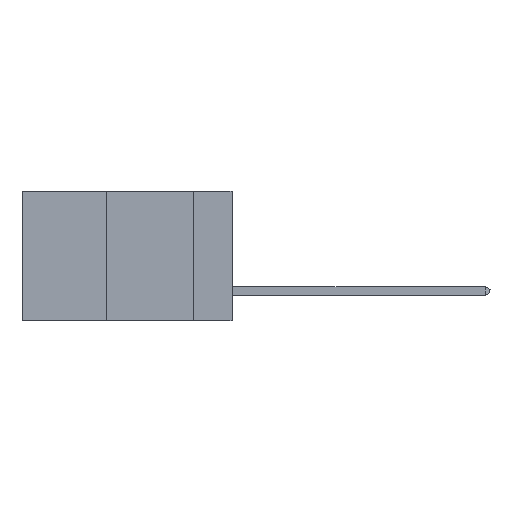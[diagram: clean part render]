
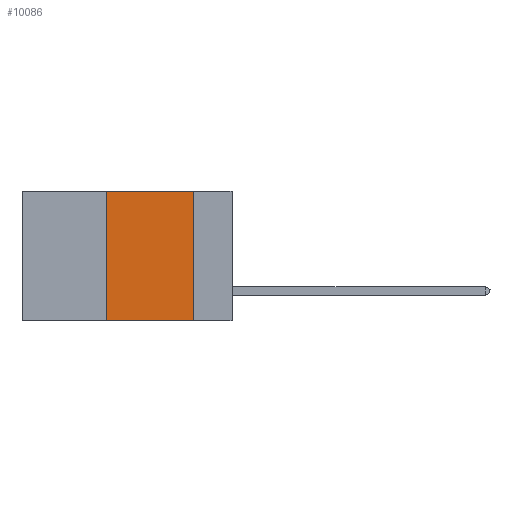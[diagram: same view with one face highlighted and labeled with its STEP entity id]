
A CAD part, left-side view. The second image highlights one B-rep face of the part: STEP entity #10086.
In plain terms, the highlighted planar face has unit normal (-1, 0, 0).
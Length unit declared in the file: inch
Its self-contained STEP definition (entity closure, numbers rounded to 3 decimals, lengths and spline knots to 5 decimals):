
#50 = ORIENTED_EDGE ( 'NONE', *, *, #25628, .F. ) ;
#1180 = LINE ( 'NONE', #20154, #21688 ) ;
#2039 = VERTEX_POINT ( 'NONE', #16182 ) ;
#6076 = CARTESIAN_POINT ( 'NONE',  ( 0., 0.11, 0. ) ) ;
#6458 = CARTESIAN_POINT ( 'NONE',  ( 0., 0.11, 0. ) ) ;
#6680 = PLANE ( 'NONE',  #15741 ) ;
#6872 = CARTESIAN_POINT ( 'NONE',  ( 0., 0.36, -0.37 ) ) ;
#6963 = DIRECTION ( 'NONE',  ( 1., 0., 0. ) ) ;
#7290 = VECTOR ( 'NONE', #13448, 39.37008 ) ;
#8508 = DIRECTION ( 'NONE',  ( 0., 0., 1. ) ) ;
#8522 = VERTEX_POINT ( 'NONE', #6076 ) ;
#9065 = EDGE_CURVE ( 'NONE', #8522, #2039, #11615, .T. ) ;
#9233 = ORIENTED_EDGE ( 'NONE', *, *, #9065, .F. ) ;
#9453 = VECTOR ( 'NONE', #23180, 39.37008 ) ;
#10086 = ADVANCED_FACE ( 'NONE', ( #24640 ), #6680, .F. ) ;
#10178 = VERTEX_POINT ( 'NONE', #6872 ) ;
#10911 = CARTESIAN_POINT ( 'NONE',  ( 0., 0.36, 0. ) ) ;
#11457 = EDGE_LOOP ( 'NONE', ( #9233, #16546, #50, #21049 ) ) ;
#11615 = LINE ( 'NONE', #6458, #7290 ) ;
#12895 = CARTESIAN_POINT ( 'NONE',  ( 0., 0.6, 0. ) ) ;
#13448 = DIRECTION ( 'NONE',  ( 0., 0., -1. ) ) ;
#13694 = DIRECTION ( 'NONE',  ( 0., -1., 0. ) ) ;
#15188 = LINE ( 'NONE', #27105, #9453 ) ;
#15741 = AXIS2_PLACEMENT_3D ( 'NONE', #12895, #6963, #26262 ) ;
#16182 = CARTESIAN_POINT ( 'NONE',  ( 0., 0.11, -0.37 ) ) ;
#16546 = ORIENTED_EDGE ( 'NONE', *, *, #19845, .F. ) ;
#18409 = LINE ( 'NONE', #27622, #22041 ) ;
#19845 = EDGE_CURVE ( 'NONE', #21651, #8522, #15188, .T. ) ;
#20154 = CARTESIAN_POINT ( 'NONE',  ( 0., 0.6, -0.37 ) ) ;
#20160 = EDGE_CURVE ( 'NONE', #10178, #2039, #1180, .T. ) ;
#21049 = ORIENTED_EDGE ( 'NONE', *, *, #20160, .T. ) ;
#21651 = VERTEX_POINT ( 'NONE', #10911 ) ;
#21688 = VECTOR ( 'NONE', #13694, 39.37008 ) ;
#22041 = VECTOR ( 'NONE', #8508, 39.37008 ) ;
#23180 = DIRECTION ( 'NONE',  ( 0., -1., 0. ) ) ;
#24640 = FACE_OUTER_BOUND ( 'NONE', #11457, .T. ) ;
#25628 = EDGE_CURVE ( 'NONE', #10178, #21651, #18409, .T. ) ;
#26262 = DIRECTION ( 'NONE',  ( 0., 0., -1. ) ) ;
#27105 = CARTESIAN_POINT ( 'NONE',  ( 0., 0.6, 0. ) ) ;
#27622 = CARTESIAN_POINT ( 'NONE',  ( 0., 0.36, 0. ) ) ;
